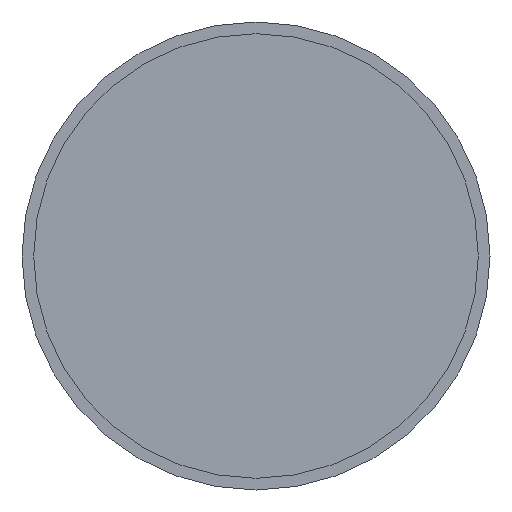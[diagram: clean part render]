
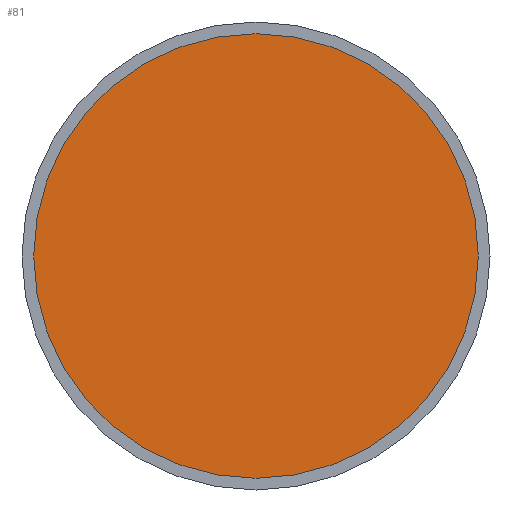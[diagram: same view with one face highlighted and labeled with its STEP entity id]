
A CAD part, front view. The second image highlights one B-rep face of the part: STEP entity #81.
In plain terms, the highlighted planar face has unit normal (0, -1, 0).
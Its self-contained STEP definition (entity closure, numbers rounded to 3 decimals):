
#81 = ADVANCED_FACE( '', ( #174 ), #175, .F. );
#174 = FACE_OUTER_BOUND( '', #272, .T. );
#175 = PLANE( '', #273 );
#272 = EDGE_LOOP( '', ( #448 ) );
#273 = AXIS2_PLACEMENT_3D( '', #449, #450, #451 );
#448 = ORIENTED_EDGE( '', *, *, #529, .T. );
#449 = CARTESIAN_POINT( '', ( 38., 3., 0. ) );
#450 = DIRECTION( '', ( 0., 1., 0. ) );
#451 = DIRECTION( '', ( 0., 0., 1. ) );
#529 = EDGE_CURVE( '', #601, #601, #602, .T. );
#601 = VERTEX_POINT( '', #693 );
#602 = CIRCLE( '', #694, 38. );
#693 = CARTESIAN_POINT( '', ( 0., 3., -38. ) );
#694 = AXIS2_PLACEMENT_3D( '', #774, #775, #776 );
#774 = CARTESIAN_POINT( '', ( 0., 3., 0. ) );
#775 = DIRECTION( '', ( 0., -1., 0. ) );
#776 = DIRECTION( '', ( 0., 0., -1. ) );
